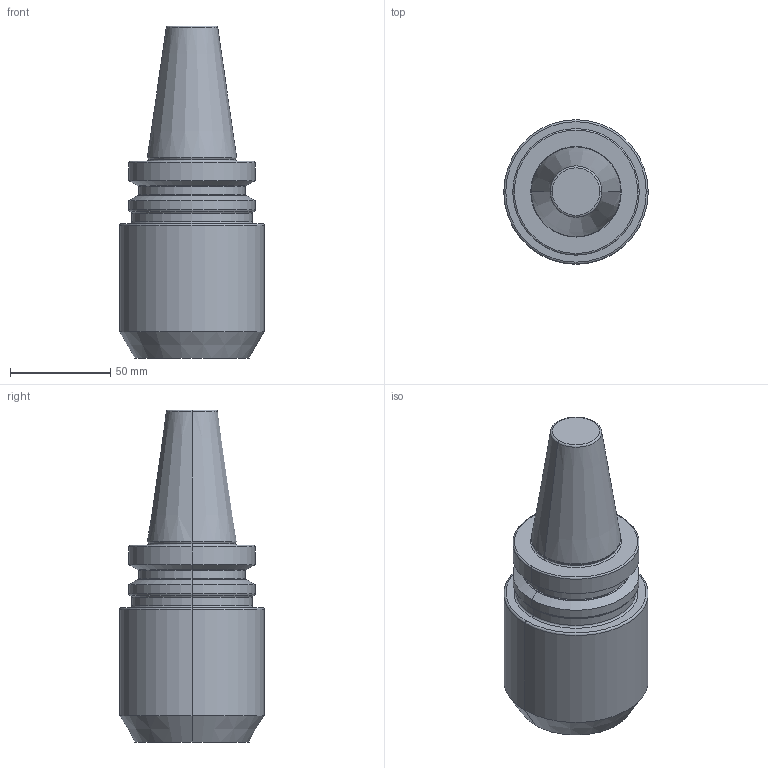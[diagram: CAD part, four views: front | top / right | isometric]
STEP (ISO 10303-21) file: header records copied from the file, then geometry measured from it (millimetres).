
FILE_DESCRIPTION(/* description */ (''),/* implementation_level */ '2;1');
FILE_NAME(/* name */ '1614340564596.stp',/* time_stamp */ '2021-02-26T17:26:15+06:00',/* author */ (''),/* organization */ ('SMS'),/* preprocessor_version */ 'ST-DEVELOPER v16.7',/* originating_system */ 'SIEMENS PLM Software NX 12.0',/* authorisation */ '');
FILE_SCHEMA (('AUTOMOTIVE_DESIGN { 1 0 10303 214 3 1 1 1 }'));
Length unit declared in the file: millimetre
Products named in the file (1): 203329348mod000_00
Bounding box: 72 x 72 x 165.4 mm (x, y, z)
Volume: 417963.4 mm3; surface area: 35494.4 mm2
Topology: 1 solids, 1 shells, 48 faces, 94 edges, 55 vertices
Faces by surface type: torus 20, cylinder 12, cone 10, plane 6
Entity records: 1303 total; most frequent: DIRECTION 270, CARTESIAN_POINT 201, ORIENTED_EDGE 188, AXIS2_PLACEMENT_3D 124, EDGE_CURVE 94, CIRCLE 72, EDGE_LOOP 52, VERTEX_POINT 52
